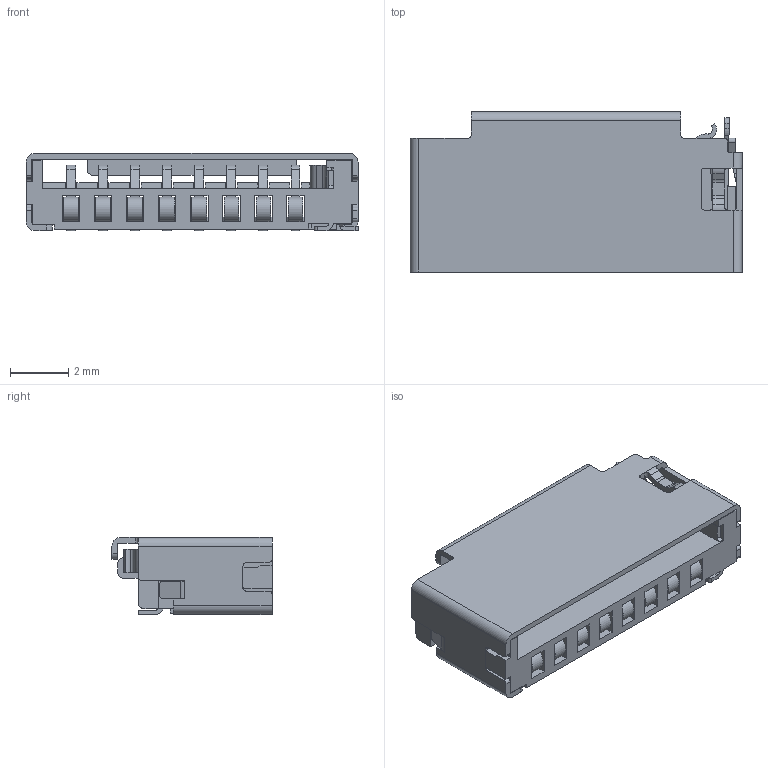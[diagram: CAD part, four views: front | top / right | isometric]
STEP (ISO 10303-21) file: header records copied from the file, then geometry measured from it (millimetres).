
FILE_DESCRIPTION(/* description */ (''),/* implementation_level */ '2;1');
FILE_NAME(/* name */ '473092651wbm000_01_214.stp',/* time_stamp */ '2024-06-07T17:54:40+05:00',/* author */ (''),/* organization */ (''),/* preprocessor_version */ 'ST-DEVELOPER v16.7',/* originating_system */ 'SIEMENS PLM Software NX 1919',/* authorisation */ '');
FILE_SCHEMA (('AUTOMOTIVE_DESIGN { 1 0 10303 214 3 1 1 1 }'));
Length unit declared in the file: millimetre
Products named in the file (1): 473092651wbm000_01
Bounding box: 11.4 x 5.5 x 2.65 mm (x, y, z)
Volume: 66.8 mm3; surface area: 492.3 mm2
Topology: 2 solids, 19 shells, 967 faces, 2845 edges, 1870 vertices
Faces by surface type: plane 744, cylinder 222, bspline 1
Entity records: 32774 total; most frequent: CARTESIAN_POINT 6605, ORIENTED_EDGE 5690, DIRECTION 5158, EDGE_CURVE 2845, LINE 2390, VECTOR 2390, VERTEX_POINT 1870, AXIS2_PLACEMENT_3D 1384
